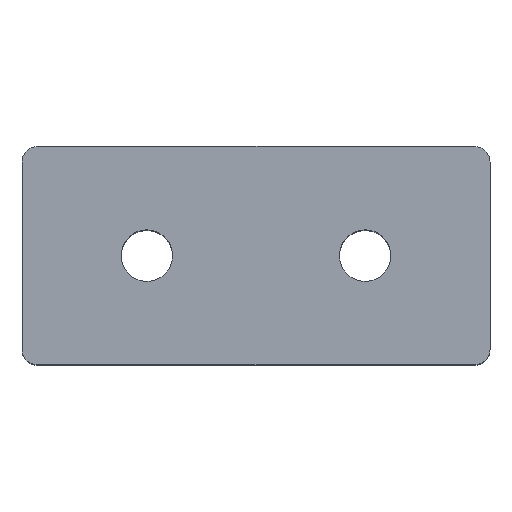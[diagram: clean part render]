
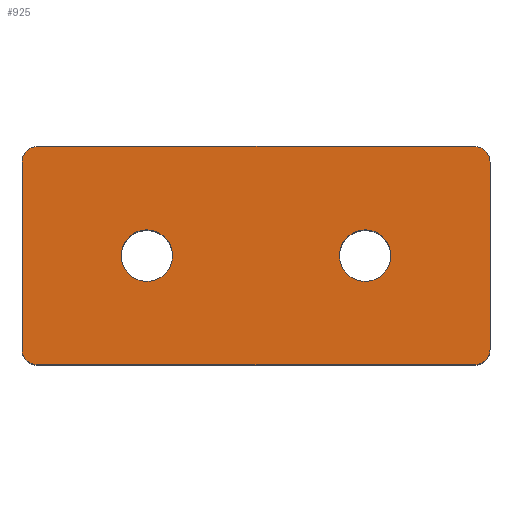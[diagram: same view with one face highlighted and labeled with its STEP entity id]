
A CAD part, top view. The second image highlights one B-rep face of the part: STEP entity #925.
In plain terms, the highlighted planar face has unit normal (0, 0, 1).
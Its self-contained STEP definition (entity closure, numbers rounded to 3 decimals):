
#23=FACE_BOUND('',#144,.T.);
#24=FACE_BOUND('',#145,.T.);
#44=PLANE('',#1018);
#85=FACE_OUTER_BOUND('',#143,.T.);
#143=EDGE_LOOP('',(#753,#754,#755,#756,#757,#758,#759,#760));
#144=EDGE_LOOP('',(#761));
#145=EDGE_LOOP('',(#762));
#217=LINE('',#1498,#301);
#224=LINE('',#1512,#308);
#225=LINE('',#1516,#309);
#226=LINE('',#1520,#310);
#301=VECTOR('',#1218,10.);
#308=VECTOR('',#1227,10.);
#309=VECTOR('',#1230,10.);
#310=VECTOR('',#1233,10.);
#365=CIRCLE('',#1015,1.);
#367=CIRCLE('',#1019,1.);
#368=CIRCLE('',#1020,1.);
#369=CIRCLE('',#1021,1.);
#370=CIRCLE('',#1022,1.65);
#371=CIRCLE('',#1023,1.65);
#433=VERTEX_POINT('',#1488);
#434=VERTEX_POINT('',#1489);
#437=VERTEX_POINT('',#1497);
#443=VERTEX_POINT('',#1511);
#444=VERTEX_POINT('',#1513);
#445=VERTEX_POINT('',#1515);
#446=VERTEX_POINT('',#1517);
#447=VERTEX_POINT('',#1519);
#448=VERTEX_POINT('',#1522);
#449=VERTEX_POINT('',#1524);
#543=EDGE_CURVE('',#433,#434,#365,.T.);
#547=EDGE_CURVE('',#434,#437,#217,.T.);
#554=EDGE_CURVE('',#433,#443,#224,.T.);
#555=EDGE_CURVE('',#444,#443,#367,.T.);
#556=EDGE_CURVE('',#445,#444,#225,.T.);
#557=EDGE_CURVE('',#446,#445,#368,.T.);
#558=EDGE_CURVE('',#446,#447,#226,.T.);
#559=EDGE_CURVE('',#437,#447,#369,.T.);
#560=EDGE_CURVE('',#448,#448,#370,.T.);
#561=EDGE_CURVE('',#449,#449,#371,.T.);
#753=ORIENTED_EDGE('',*,*,#543,.F.);
#754=ORIENTED_EDGE('',*,*,#554,.T.);
#755=ORIENTED_EDGE('',*,*,#555,.F.);
#756=ORIENTED_EDGE('',*,*,#556,.F.);
#757=ORIENTED_EDGE('',*,*,#557,.F.);
#758=ORIENTED_EDGE('',*,*,#558,.T.);
#759=ORIENTED_EDGE('',*,*,#559,.F.);
#760=ORIENTED_EDGE('',*,*,#547,.F.);
#761=ORIENTED_EDGE('',*,*,#560,.T.);
#762=ORIENTED_EDGE('',*,*,#561,.T.);
#925=ADVANCED_FACE('',(#85,#23,#24),#44,.F.);
#1015=AXIS2_PLACEMENT_3D('',#1490,#1210,#1211);
#1018=AXIS2_PLACEMENT_3D('',#1510,#1225,#1226);
#1019=AXIS2_PLACEMENT_3D('',#1514,#1228,#1229);
#1020=AXIS2_PLACEMENT_3D('',#1518,#1231,#1232);
#1021=AXIS2_PLACEMENT_3D('',#1521,#1234,#1235);
#1022=AXIS2_PLACEMENT_3D('',#1523,#1236,#1237);
#1023=AXIS2_PLACEMENT_3D('',#1525,#1238,#1239);
#1210=DIRECTION('center_axis',(0.,0.,-1.));
#1211=DIRECTION('ref_axis',(0.707,0.707,0.));
#1218=DIRECTION('',(0.,-1.,0.));
#1225=DIRECTION('center_axis',(0.,0.,-1.));
#1226=DIRECTION('ref_axis',(1.,0.,0.));
#1227=DIRECTION('',(-1.,0.,0.));
#1228=DIRECTION('center_axis',(0.,0.,-1.));
#1229=DIRECTION('ref_axis',(-0.707,0.707,0.));
#1230=DIRECTION('',(0.,1.,0.));
#1231=DIRECTION('center_axis',(0.,0.,-1.));
#1232=DIRECTION('ref_axis',(-0.707,-0.707,0.));
#1233=DIRECTION('',(1.,0.,0.));
#1234=DIRECTION('center_axis',(0.,0.,-1.));
#1235=DIRECTION('ref_axis',(0.707,-0.707,0.));
#1236=DIRECTION('center_axis',(0.,0.,-1.));
#1237=DIRECTION('ref_axis',(-1.,0.,0.));
#1238=DIRECTION('center_axis',(0.,0.,-1.));
#1239=DIRECTION('ref_axis',(-1.,0.,0.));
#1488=CARTESIAN_POINT('',(1.,7.,27.));
#1489=CARTESIAN_POINT('',(2.,6.,27.));
#1490=CARTESIAN_POINT('Origin',(1.,6.,27.));
#1497=CARTESIAN_POINT('',(2.,-6.,27.));
#1498=CARTESIAN_POINT('',(2.,-6.,27.));
#1510=CARTESIAN_POINT('Origin',(-27.,6.,27.));
#1511=CARTESIAN_POINT('',(-27.,7.,27.));
#1512=CARTESIAN_POINT('',(-27.,7.,27.));
#1513=CARTESIAN_POINT('',(-28.,6.,27.));
#1514=CARTESIAN_POINT('Origin',(-27.,6.,27.));
#1515=CARTESIAN_POINT('',(-28.,-6.,27.));
#1516=CARTESIAN_POINT('',(-28.,6.,27.));
#1517=CARTESIAN_POINT('',(-27.,-7.,27.));
#1518=CARTESIAN_POINT('Origin',(-27.,-6.,27.));
#1519=CARTESIAN_POINT('',(1.,-7.,27.));
#1520=CARTESIAN_POINT('',(1.,-7.,27.));
#1521=CARTESIAN_POINT('Origin',(1.,-6.,27.));
#1522=CARTESIAN_POINT('',(-4.35,0.,27.));
#1523=CARTESIAN_POINT('Origin',(-6.,0.,27.));
#1524=CARTESIAN_POINT('',(-18.35,0.,27.));
#1525=CARTESIAN_POINT('Origin',(-20.,0.,27.));
